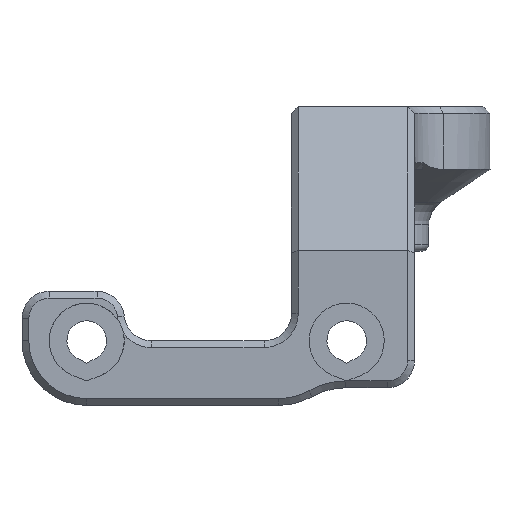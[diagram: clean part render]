
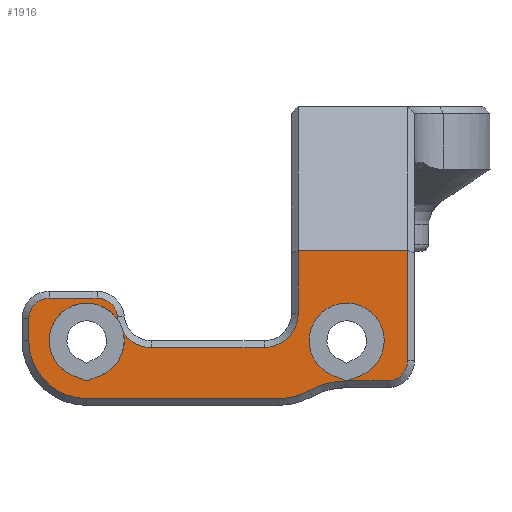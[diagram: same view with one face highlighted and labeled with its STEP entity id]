
A CAD part, front view. The second image highlights one B-rep face of the part: STEP entity #1916.
In plain terms, the highlighted planar face has unit normal (0, -1, 0).
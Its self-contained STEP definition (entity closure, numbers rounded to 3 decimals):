
#81=CIRCLE('',#2050,2.75);
#82=CIRCLE('',#2051,2.5);
#83=CIRCLE('',#2052,1.5);
#84=CIRCLE('',#2053,1.5);
#85=CIRCLE('',#2054,4.24);
#86=CIRCLE('',#2055,4.5);
#87=CIRCLE('',#2056,5.5);
#88=CIRCLE('',#2057,2.75);
#89=CIRCLE('',#2058,1.5);
#90=CIRCLE('',#2059,2.5);
#91=CIRCLE('',#2060,2.5);
#92=CIRCLE('',#2061,2.75);
#179=FACE_OUTER_BOUND('',#298,.T.);
#298=EDGE_LOOP('',(#1280,#1281,#1282,#1283,#1284,#1285,#1286,#1287,#1288,
#1289,#1290,#1291,#1292,#1293,#1294,#1295,#1296,#1297,#1298,#1299,#1300,
#1301,#1302,#1303,#1304));
#423=LINE('',#2875,#611);
#427=LINE('',#2883,#615);
#430=LINE('',#2890,#618);
#434=LINE('',#2898,#622);
#437=LINE('',#2910,#625);
#438=LINE('',#2914,#626);
#439=LINE('',#2918,#627);
#440=LINE('',#2923,#628);
#441=LINE('',#2926,#629);
#442=LINE('',#2930,#630);
#443=LINE('',#2932,#631);
#444=LINE('',#2934,#632);
#445=LINE('',#2938,#633);
#611=VECTOR('',#2261,10.);
#615=VECTOR('',#2267,10.);
#618=VECTOR('',#2272,10.);
#622=VECTOR('',#2278,10.);
#625=VECTOR('',#2289,10.);
#626=VECTOR('',#2292,10.);
#627=VECTOR('',#2295,10.);
#628=VECTOR('',#2300,10.);
#629=VECTOR('',#2303,10.);
#630=VECTOR('',#2306,10.);
#631=VECTOR('',#2307,10.);
#632=VECTOR('',#2308,10.);
#633=VECTOR('',#2311,10.);
#799=VERTEX_POINT('',#2873);
#800=VERTEX_POINT('',#2874);
#803=VERTEX_POINT('',#2882);
#805=VERTEX_POINT('',#2888);
#806=VERTEX_POINT('',#2889);
#809=VERTEX_POINT('',#2897);
#811=VERTEX_POINT('',#2903);
#812=VERTEX_POINT('',#2905);
#813=VERTEX_POINT('',#2907);
#814=VERTEX_POINT('',#2909);
#815=VERTEX_POINT('',#2911);
#816=VERTEX_POINT('',#2913);
#817=VERTEX_POINT('',#2915);
#818=VERTEX_POINT('',#2917);
#819=VERTEX_POINT('',#2919);
#820=VERTEX_POINT('',#2921);
#821=VERTEX_POINT('',#2925);
#822=VERTEX_POINT('',#2927);
#823=VERTEX_POINT('',#2929);
#824=VERTEX_POINT('',#2931);
#825=VERTEX_POINT('',#2933);
#826=VERTEX_POINT('',#2935);
#827=VERTEX_POINT('',#2937);
#828=VERTEX_POINT('',#2939);
#975=EDGE_CURVE('',#799,#800,#423,.T.);
#979=EDGE_CURVE('',#800,#803,#427,.T.);
#982=EDGE_CURVE('',#805,#806,#430,.T.);
#986=EDGE_CURVE('',#806,#809,#434,.T.);
#989=EDGE_CURVE('',#803,#811,#81,.F.);
#990=EDGE_CURVE('',#812,#811,#82,.T.);
#991=EDGE_CURVE('',#813,#812,#83,.T.);
#992=EDGE_CURVE('',#814,#813,#437,.T.);
#993=EDGE_CURVE('',#815,#814,#84,.T.);
#994=EDGE_CURVE('',#816,#815,#438,.T.);
#995=EDGE_CURVE('',#817,#816,#85,.T.);
#996=EDGE_CURVE('',#818,#817,#439,.T.);
#997=EDGE_CURVE('',#819,#818,#86,.T.);
#998=EDGE_CURVE('',#820,#819,#87,.T.);
#999=EDGE_CURVE('',#806,#820,#440,.T.);
#1000=EDGE_CURVE('',#809,#805,#88,.F.);
#1001=EDGE_CURVE('',#821,#806,#441,.T.);
#1002=EDGE_CURVE('',#822,#821,#89,.T.);
#1003=EDGE_CURVE('',#823,#822,#442,.T.);
#1004=EDGE_CURVE('',#824,#823,#443,.T.);
#1005=EDGE_CURVE('',#825,#824,#444,.T.);
#1006=EDGE_CURVE('',#826,#825,#90,.T.);
#1007=EDGE_CURVE('',#827,#826,#445,.T.);
#1008=EDGE_CURVE('',#828,#827,#91,.T.);
#1009=EDGE_CURVE('',#828,#799,#92,.F.);
#1280=ORIENTED_EDGE('',*,*,#975,.T.);
#1281=ORIENTED_EDGE('',*,*,#979,.T.);
#1282=ORIENTED_EDGE('',*,*,#989,.T.);
#1283=ORIENTED_EDGE('',*,*,#990,.F.);
#1284=ORIENTED_EDGE('',*,*,#991,.F.);
#1285=ORIENTED_EDGE('',*,*,#992,.F.);
#1286=ORIENTED_EDGE('',*,*,#993,.F.);
#1287=ORIENTED_EDGE('',*,*,#994,.F.);
#1288=ORIENTED_EDGE('',*,*,#995,.F.);
#1289=ORIENTED_EDGE('',*,*,#996,.F.);
#1290=ORIENTED_EDGE('',*,*,#997,.F.);
#1291=ORIENTED_EDGE('',*,*,#998,.F.);
#1292=ORIENTED_EDGE('',*,*,#999,.F.);
#1293=ORIENTED_EDGE('',*,*,#986,.T.);
#1294=ORIENTED_EDGE('',*,*,#1000,.T.);
#1295=ORIENTED_EDGE('',*,*,#982,.T.);
#1296=ORIENTED_EDGE('',*,*,#1001,.F.);
#1297=ORIENTED_EDGE('',*,*,#1002,.F.);
#1298=ORIENTED_EDGE('',*,*,#1003,.F.);
#1299=ORIENTED_EDGE('',*,*,#1004,.F.);
#1300=ORIENTED_EDGE('',*,*,#1005,.F.);
#1301=ORIENTED_EDGE('',*,*,#1006,.F.);
#1302=ORIENTED_EDGE('',*,*,#1007,.F.);
#1303=ORIENTED_EDGE('',*,*,#1008,.F.);
#1304=ORIENTED_EDGE('',*,*,#1009,.T.);
#1846=PLANE('',#2049);
#1916=ADVANCED_FACE('',(#179),#1846,.T.);
#2049=AXIS2_PLACEMENT_3D('',#2902,#2281,#2282);
#2050=AXIS2_PLACEMENT_3D('',#2904,#2283,#2284);
#2051=AXIS2_PLACEMENT_3D('',#2906,#2285,#2286);
#2052=AXIS2_PLACEMENT_3D('',#2908,#2287,#2288);
#2053=AXIS2_PLACEMENT_3D('',#2912,#2290,#2291);
#2054=AXIS2_PLACEMENT_3D('',#2916,#2293,#2294);
#2055=AXIS2_PLACEMENT_3D('',#2920,#2296,#2297);
#2056=AXIS2_PLACEMENT_3D('',#2922,#2298,#2299);
#2057=AXIS2_PLACEMENT_3D('',#2924,#2301,#2302);
#2058=AXIS2_PLACEMENT_3D('',#2928,#2304,#2305);
#2059=AXIS2_PLACEMENT_3D('',#2936,#2309,#2310);
#2060=AXIS2_PLACEMENT_3D('',#2940,#2312,#2313);
#2061=AXIS2_PLACEMENT_3D('',#2941,#2314,#2315);
#2261=DIRECTION('',(-0.932,0.,-0.362));
#2267=DIRECTION('',(-0.932,0.,0.362));
#2272=DIRECTION('',(-0.932,0.,-0.362));
#2278=DIRECTION('',(-0.932,0.,0.362));
#2281=DIRECTION('center_axis',(0.,-1.,0.));
#2282=DIRECTION('ref_axis',(0.,0.,-1.));
#2283=DIRECTION('center_axis',(0.,-1.,0.));
#2284=DIRECTION('ref_axis',(0.,0.,-1.));
#2285=DIRECTION('center_axis',(0.,-1.,0.));
#2286=DIRECTION('ref_axis',(0.,0.,
-1.));
#2287=DIRECTION('center_axis',(0.,1.,0.));
#2288=DIRECTION('ref_axis',(0.,0.,
1.));
#2289=DIRECTION('',(1.,0.,0.));
#2290=DIRECTION('center_axis',(0.,1.,0.));
#2291=DIRECTION('ref_axis',(-1.,0.,0.));
#2292=DIRECTION('',(0.,0.,1.));
#2293=DIRECTION('center_axis',(0.,1.,0.));
#2294=DIRECTION('ref_axis',(0.,0.,
-1.));
#2295=DIRECTION('',(-1.,0.,0.));
#2296=DIRECTION('center_axis',(0.,1.,0.));
#2297=DIRECTION('ref_axis',(0.254,0.,-0.967));
#2298=DIRECTION('center_axis',(0.,-1.,0.));
#2299=DIRECTION('ref_axis',(-0.67,0.,0.742));
#2300=DIRECTION('',(-1.,0.,0.));
#2301=DIRECTION('center_axis',(0.,-1.,0.));
#2302=DIRECTION('ref_axis',(0.,0.,-1.));
#2303=DIRECTION('',(-1.,0.,0.));
#2304=DIRECTION('center_axis',(0.,1.,0.));
#2305=DIRECTION('ref_axis',(0.707,0.,-0.707));
#2306=DIRECTION('',(0.,0.,-1.));
#2307=DIRECTION('',(1.,0.,0.));
#2308=DIRECTION('',(0.,0.,1.));
#2309=DIRECTION('center_axis',(0.,-1.,0.));
#2310=DIRECTION('ref_axis',(0.707,0.,-0.707));
#2311=DIRECTION('',(1.,0.,0.));
#2312=DIRECTION('center_axis',(0.,-1.,0.));
#2313=DIRECTION('ref_axis',(0.,0.,
-1.));
#2314=DIRECTION('center_axis',(0.,-1.,0.));
#2315=DIRECTION('ref_axis',(0.,0.,-1.));
#2873=CARTESIAN_POINT('',(-20.555,-31.5,-5.364));
#2874=CARTESIAN_POINT('',(-21.55,-31.5,-5.75));
#2875=CARTESIAN_POINT('',(-4.822,-31.5,0.745));
#2882=CARTESIAN_POINT('',(-22.545,-31.5,-5.364));
#2883=CARTESIAN_POINT('',(-12.101,-31.5,-9.419));
#2888=CARTESIAN_POINT('',(-1.505,-31.5,-5.364));
#2889=CARTESIAN_POINT('',(-2.5,-31.5,-5.75));
#2890=CARTESIAN_POINT('',(5.951,-31.5,-2.469));
#2897=CARTESIAN_POINT('',(-3.495,-31.5,-5.364));
#2898=CARTESIAN_POINT('',(-1.329,-31.5,-6.205));
#2902=CARTESIAN_POINT('Origin',(8.,-31.5,14.35));
#2903=CARTESIAN_POINT('',(-19.266,-31.5,-1.269));
#2904=CARTESIAN_POINT('Origin',(-21.55,-31.5,-2.8));
#2905=CARTESIAN_POINT('',(-19.299,-31.5,-1.038));
#2906=CARTESIAN_POINT('Origin',(-16.81,-31.5,-0.8));
#2907=CARTESIAN_POINT('',(-20.792,-31.5,0.32));
#2908=CARTESIAN_POINT('Origin',(-20.792,-31.5,-1.18));
#2909=CARTESIAN_POINT('',(-24.29,-31.5,0.32));
#2910=CARTESIAN_POINT('',(-6.396,-31.5,0.32));
#2911=CARTESIAN_POINT('',(-25.79,-31.5,-1.18));
#2912=CARTESIAN_POINT('Origin',(-24.29,-31.5,-1.18));
#2913=CARTESIAN_POINT('',(-25.79,-31.5,-2.8));
#2914=CARTESIAN_POINT('',(-25.79,-31.5,6.585));
#2915=CARTESIAN_POINT('',(-21.55,-31.5,-7.04));
#2916=CARTESIAN_POINT('Origin',(-21.55,-31.5,-2.8));
#2917=CARTESIAN_POINT('',(-7.48,-31.5,-7.04));
#2918=CARTESIAN_POINT('',(-6.775,-31.5,-7.04));
#2919=CARTESIAN_POINT('',(-5.27,-31.5,-6.46));
#2920=CARTESIAN_POINT('Origin',(-7.48,-31.5,-2.54));
#2921=CARTESIAN_POINT('',(-2.567,-31.5,-5.75));
#2922=CARTESIAN_POINT('Origin',(-2.567,-31.5,-11.25));
#2923=CARTESIAN_POINT('',(1.537,-31.5,-5.75));
#2924=CARTESIAN_POINT('Origin',(-2.5,-31.5,-2.8));
#2925=CARTESIAN_POINT('',(0.469,-31.5,-5.75));
#2926=CARTESIAN_POINT('',(1.537,-31.5,-5.75));
#2927=CARTESIAN_POINT('',(1.969,-31.5,-4.25));
#2928=CARTESIAN_POINT('Origin',(0.469,-31.5,-4.25));
#2929=CARTESIAN_POINT('',(1.969,-31.5,3.812));
#2930=CARTESIAN_POINT('',(1.969,-31.5,14.35));
#2931=CARTESIAN_POINT('',(-6.049,-31.5,3.812));
#2932=CARTESIAN_POINT('',(8.,-31.5,3.812));
#2933=CARTESIAN_POINT('',(-6.049,-31.5,-0.8));
#2934=CARTESIAN_POINT('',(-6.049,-31.5,14.35));
#2935=CARTESIAN_POINT('',(-8.549,-31.5,-3.3));
#2936=CARTESIAN_POINT('Origin',(-8.549,-31.5,-0.8));
#2937=CARTESIAN_POINT('',(-16.81,-31.5,-3.3));
#2938=CARTESIAN_POINT('',(0.38,-31.5,-3.3));
#2939=CARTESIAN_POINT('',(-18.859,-31.5,-2.232));
#2940=CARTESIAN_POINT('Origin',(-16.81,-31.5,-0.8));
#2941=CARTESIAN_POINT('Origin',(-21.55,-31.5,-2.8));
